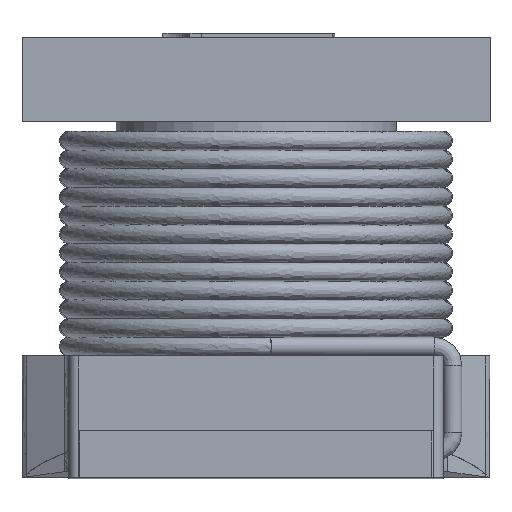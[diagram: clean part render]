
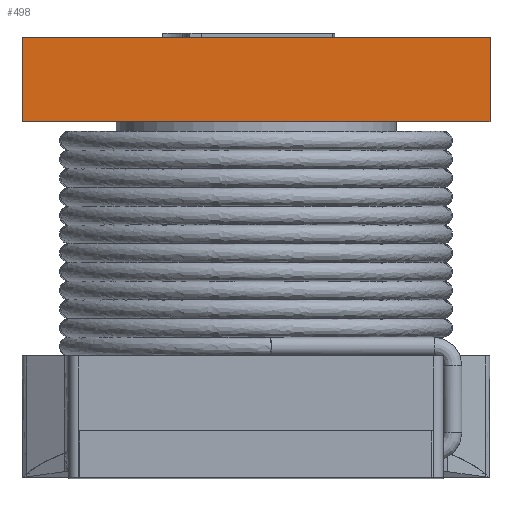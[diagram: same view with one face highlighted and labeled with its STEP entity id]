
A CAD part, left-side view. The second image highlights one B-rep face of the part: STEP entity #498.
In plain terms, the highlighted free-form (B-spline) face has degree [1, 1] with [2, 2] control points.
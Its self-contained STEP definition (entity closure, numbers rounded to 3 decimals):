
#386=CARTESIAN_POINT('',(-2.5,-2.5,3.8));
#387=VERTEX_POINT('',#386);
#393=CARTESIAN_POINT('',(-2.5,2.5,3.8));
#394=VERTEX_POINT('',#393);
#395=CARTESIAN_POINT('',(-2.5,2.5,3.8));
#396=CARTESIAN_POINT('',(-2.5,-2.5,3.8));
#397=B_SPLINE_CURVE_WITH_KNOTS('',1,(#395,#396),.POLYLINE_FORM.,.F.,.U.,(2,2),(0.,1.),.UNSPECIFIED.);
#398=EDGE_CURVE('',#394,#387,#397,.T.);
#416=CARTESIAN_POINT('',(-2.5,-2.5,4.7));
#417=VERTEX_POINT('',#416);
#418=CARTESIAN_POINT('',(-2.5,-2.5,4.7));
#419=CARTESIAN_POINT('',(-2.5,-2.5,3.8));
#420=B_SPLINE_CURVE_WITH_KNOTS('',1,(#418,#419),.POLYLINE_FORM.,.F.,.U.,(2,2),(0.,1.),.UNSPECIFIED.);
#421=EDGE_CURVE('',#417,#387,#420,.T.);
#466=CARTESIAN_POINT('',(-2.5,2.5,4.7));
#467=VERTEX_POINT('',#466);
#468=CARTESIAN_POINT('',(-2.5,2.5,4.7));
#469=CARTESIAN_POINT('',(-2.5,2.5,3.8));
#470=B_SPLINE_CURVE_WITH_KNOTS('',1,(#468,#469),.POLYLINE_FORM.,.F.,.U.,(2,2),(0.,1.),.UNSPECIFIED.);
#471=EDGE_CURVE('',#467,#394,#470,.T.);
#483=CARTESIAN_POINT('',(-2.5,2.65,3.773));
#484=CARTESIAN_POINT('',(-2.5,2.65,4.727));
#485=CARTESIAN_POINT('',(-2.5,-2.65,3.773));
#486=CARTESIAN_POINT('',(-2.5,-2.65,4.727));
#487=B_SPLINE_SURFACE_WITH_KNOTS('',1,1,((#483,#484),(#485,#486)),.PLANE_SURF.,.F.,.F.,.U.,(2,2),(2,2),(0.,1.),(0.,1.),.UNSPECIFIED.);
#488=ORIENTED_EDGE('',*,*,#471,.T.);
#489=ORIENTED_EDGE('',*,*,#398,.T.);
#490=ORIENTED_EDGE('',*,*,#421,.F.);
#491=CARTESIAN_POINT('',(-2.5,2.5,4.7));
#492=CARTESIAN_POINT('',(-2.5,-2.5,4.7));
#493=B_SPLINE_CURVE_WITH_KNOTS('',1,(#491,#492),.POLYLINE_FORM.,.F.,.U.,(2,2),(0.,1.),.UNSPECIFIED.);
#494=EDGE_CURVE('',#467,#417,#493,.T.);
#495=ORIENTED_EDGE('',*,*,#494,.F.);
#496=EDGE_LOOP('',(#488,#489,#490,#495));
#497=FACE_OUTER_BOUND('',#496,.T.);
#498=ADVANCED_FACE('',(#497),#487,.T.);
